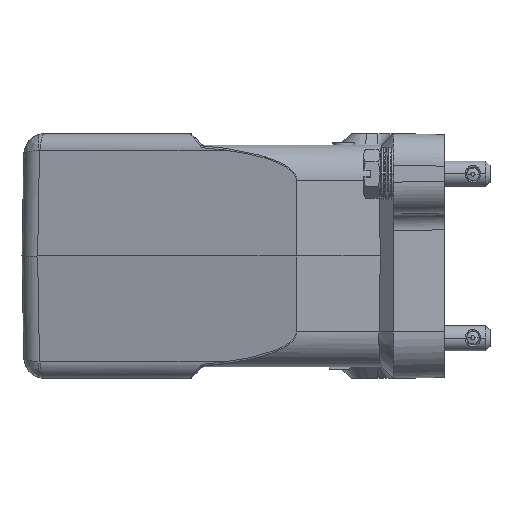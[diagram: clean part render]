
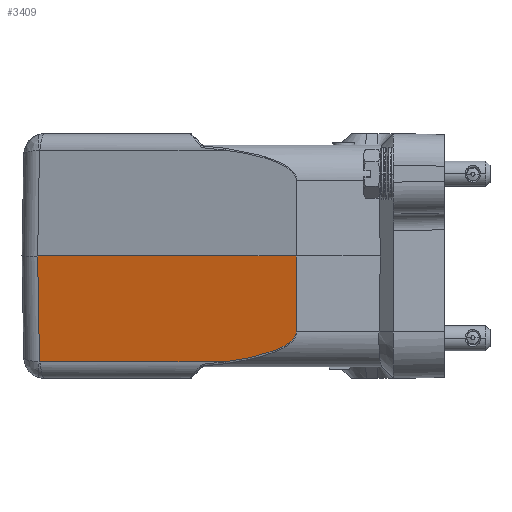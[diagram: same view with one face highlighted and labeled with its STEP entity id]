
A CAD part, left-side view. The second image highlights one B-rep face of the part: STEP entity #3409.
In plain terms, the highlighted planar face has unit normal (-0.966, 0.259, -0.018).
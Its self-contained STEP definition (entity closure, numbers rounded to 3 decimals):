
#535=PLANE('',#13990);
#1684=LINE('',#25426,#2632);
#1685=LINE('',#25461,#2633);
#1686=LINE('',#25464,#2634);
#1687=LINE('',#25470,#2635);
#2632=VECTOR('',#16041,1.);
#2633=VECTOR('',#16044,1.);
#2634=VECTOR('',#16045,1.);
#2635=VECTOR('',#16046,1.);
#3409=ADVANCED_FACE('NONE',(#4219),#535,.T.);
#4219=FACE_OUTER_BOUND('',#4981,.T.);
#4981=EDGE_LOOP('',(#7414,#7415,#7416,#7417,#7418,#7419));
#7414=ORIENTED_EDGE('',*,*,#11816,.T.);
#7415=ORIENTED_EDGE('',*,*,#11817,.T.);
#7416=ORIENTED_EDGE('',*,*,#11818,.T.);
#7417=ORIENTED_EDGE('',*,*,#11812,.F.);
#7418=ORIENTED_EDGE('',*,*,#11725,.F.);
#7419=ORIENTED_EDGE('',*,*,#11819,.T.);
#10084=VERTEX_POINT('',#24582);
#10085=VERTEX_POINT('',#24615);
#10148=VERTEX_POINT('',#25427);
#10151=VERTEX_POINT('',#25462);
#10152=VERTEX_POINT('',#25463);
#10153=VERTEX_POINT('',#25465);
#11725=EDGE_CURVE('NONE',#10085,#10084,#13005,.T.);
#11812=EDGE_CURVE('NONE',#10084,#10148,#1684,.T.);
#11816=EDGE_CURVE('NONE',#10151,#10152,#1685,.T.);
#11817=EDGE_CURVE('NONE',#10152,#10153,#1686,.T.);
#11818=EDGE_CURVE('NONE',#10153,#10148,#13049,.T.);
#11819=EDGE_CURVE('NONE',#10085,#10151,#1687,.T.);
#13005=B_SPLINE_CURVE_WITH_KNOTS('',3,(#24616,#24617,#24618,#24619,#24620,
#24621,#24622,#24623,#24624,#24625,#24626,#24627,#24628,#24629,#24630,#24631,
#24632,#24633,#24634,#24635),.UNSPECIFIED.,.F.,.F.,(4,2,2,2,2,2,2,2,2,4),
(0.,0.031,0.062,0.125,0.187,
0.25,0.375,0.5,0.75,
1.),.UNSPECIFIED.);
#13049=B_SPLINE_CURVE_WITH_KNOTS('',3,(#25466,#25467,#25468,#25469),
 .UNSPECIFIED.,.F.,.F.,(4,4),(0.,1.),.UNSPECIFIED.);
#13990=AXIS2_PLACEMENT_3D('',#25471,#16047,#16048);
#16041=DIRECTION('',(0.259,0.966,0.));
#16044=DIRECTION('',(0.259,0.966,0.));
#16045=DIRECTION('',(0.013,-0.017,-1.));
#16046=DIRECTION('',(-0.017,0.002,1.));
#16047=DIRECTION('',(-0.966,0.259,-0.017));
#16048=DIRECTION('',(-0.259,-0.966,0.));
#24582=CARTESIAN_POINT('',(-40.029,51.861,-25.07));
#24615=CARTESIAN_POINT('',(-44.67,35.022,-17.948));
#24616=CARTESIAN_POINT('',(-44.67,35.022,-17.948));
#24617=CARTESIAN_POINT('',(-44.666,35.022,-18.152));
#24618=CARTESIAN_POINT('',(-44.655,35.051,-18.355));
#24619=CARTESIAN_POINT('',(-44.618,35.16,-18.745));
#24620=CARTESIAN_POINT('',(-44.594,35.24,-18.933));
#24621=CARTESIAN_POINT('',(-44.506,35.531,-19.465));
#24622=CARTESIAN_POINT('',(-44.431,35.792,-19.777));
#24623=CARTESIAN_POINT('',(-44.266,36.366,-20.338));
#24624=CARTESIAN_POINT('',(-44.177,36.682,-20.587));
#24625=CARTESIAN_POINT('',(-43.993,37.341,-21.042));
#24626=CARTESIAN_POINT('',(-43.897,37.684,-21.249));
#24627=CARTESIAN_POINT('',(-43.604,38.737,-21.823));
#24628=CARTESIAN_POINT('',(-43.402,39.469,-22.146));
#24629=CARTESIAN_POINT('',(-42.993,40.958,-22.724));
#24630=CARTESIAN_POINT('',(-42.785,41.716,-22.977));
#24631=CARTESIAN_POINT('',(-42.158,44.01,-23.663));
#24632=CARTESIAN_POINT('',(-41.735,45.566,-24.024));
#24633=CARTESIAN_POINT('',(-40.884,48.7,-24.629));
#24634=CARTESIAN_POINT('',(-40.457,50.278,-24.872));
#24635=CARTESIAN_POINT('',(-40.029,51.861,-25.07));
#25426=CARTESIAN_POINT('',(-41.972,44.611,-25.07));
#25427=CARTESIAN_POINT('',(-28.305,95.615,-25.07));
#25461=CARTESIAN_POINT('',(-27.583,100.,0.));
#25462=CARTESIAN_POINT('',(-44.983,35.064,0.));
#25463=CARTESIAN_POINT('',(-28.576,96.295,0.));
#25464=CARTESIAN_POINT('',(-28.576,96.295,0.));
#25465=CARTESIAN_POINT('',(-28.241,95.857,-25.04));
#25466=CARTESIAN_POINT('',(-28.241,95.857,-25.04));
#25467=CARTESIAN_POINT('',(-28.262,95.778,-25.06));
#25468=CARTESIAN_POINT('',(-28.283,95.698,-25.07));
#25469=CARTESIAN_POINT('',(-28.305,95.615,-25.07));
#25470=CARTESIAN_POINT('',(-44.67,35.022,-17.948));
#25471=CARTESIAN_POINT('',(-27.583,100.,0.));
